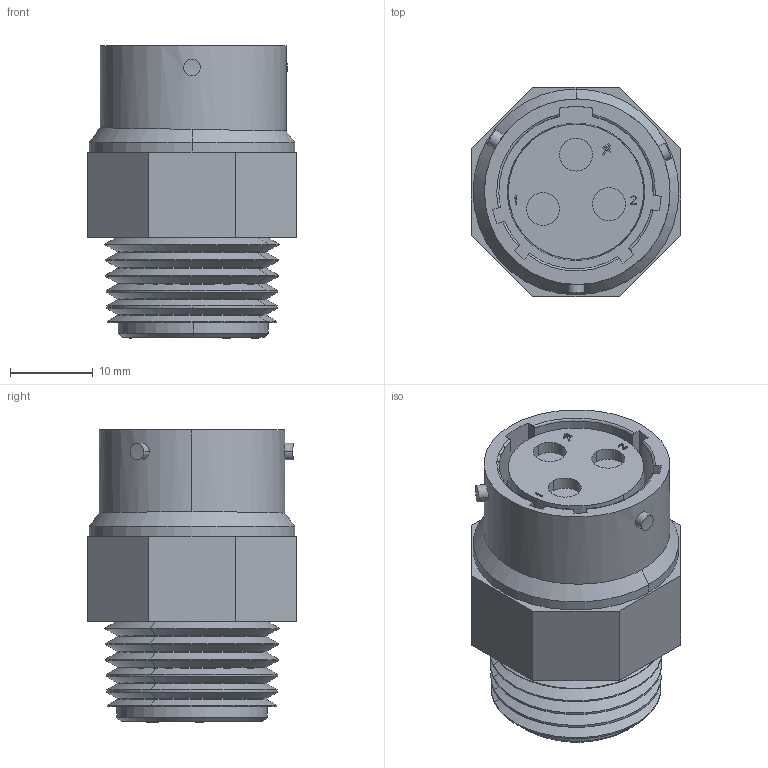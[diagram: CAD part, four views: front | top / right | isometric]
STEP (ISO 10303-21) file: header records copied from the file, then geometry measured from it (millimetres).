
FILE_DESCRIPTION((''),'2;1');
FILE_NAME('ABC','2013-02-15T',('Jiping'),('Souriau'),'PRO/ENGINEER BY PARAMETRIC TECHNOLOGY CORPORATION, 2010140','PRO/ENGINEER BY PARAMETRIC TECHNOLOGY CORPORATION, 2010140','');
FILE_SCHEMA(('CONFIG_CONTROL_DESIGN'));
Length unit declared in the file: millimetre
Products named in the file (1): ABC
Bounding box: 25.4 x 25.4 x 35.4 mm (x, y, z)
Volume: 13657.1 mm3; surface area: 5076.1 mm2
Topology: 1 solids, 1 shells, 243 faces, 623 edges, 405 vertices
Faces by surface type: plane 143, cone 56, cylinder 39, torus 5
Entity records: 8069 total; most frequent: CARTESIAN_POINT 2051, ORIENTED_EDGE 1246, DIRECTION 1221, EDGE_CURVE 623, VECTOR 451, LINE 451, VERTEX_POINT 405, AXIS2_PLACEMENT_3D 385
